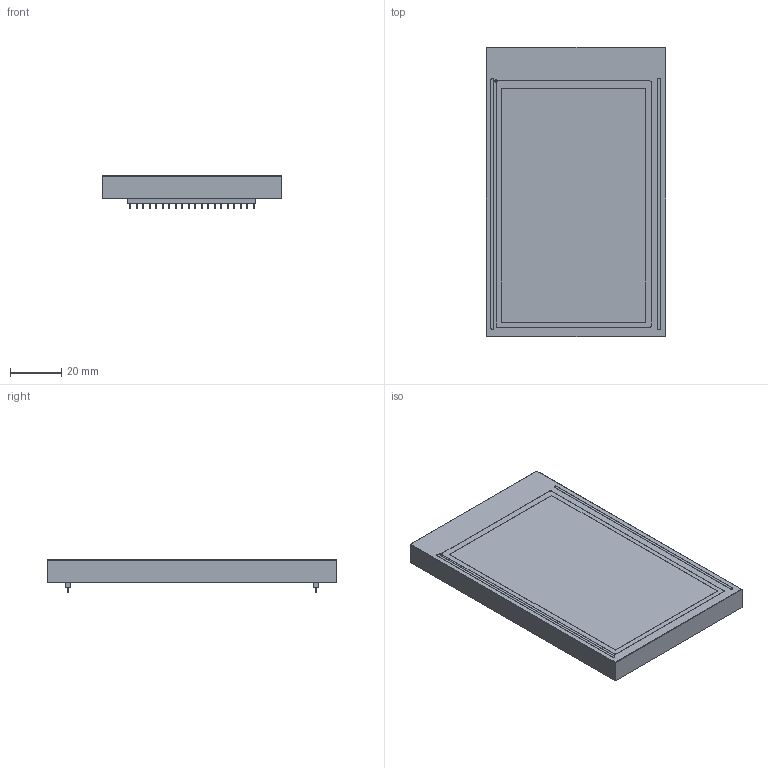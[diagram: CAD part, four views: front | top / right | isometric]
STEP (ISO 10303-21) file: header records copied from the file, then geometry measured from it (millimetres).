
FILE_DESCRIPTION(('FreeCAD Model'),'2;1');
FILE_NAME('Fillet_sp.step','2017-08-08T15:34:46',( 'kicad StepUp'),('ksu MCAD'),'Open CASCADE STEP processor 7.1', 'FreeCAD','Unknown');
FILE_SCHEMA(('AUTOMOTIVE_DESIGN { 1 0 10303 214 1 1 1 1 }'));
Length unit declared in the file: millimetre
Products named in the file (1): Fillet_sp
Bounding box: 70 x 113 x 13 mm (x, y, z)
Volume: 71134.6 mm3; surface area: 19672.9 mm2
Topology: 1 solids, 1 shells, 254 faces, 610 edges, 404 vertices
Faces by surface type: plane 238, cylinder 16
Entity records: 4931 total; most frequent: ORIENTED_EDGE 920, CARTESIAN_POINT 684, EDGE_CURVE 610, LINE 580, VERTEX_POINT 404, FACE_BOUND 300, EDGE_LOOP 300, AXIS2_PLACEMENT_3D 282
